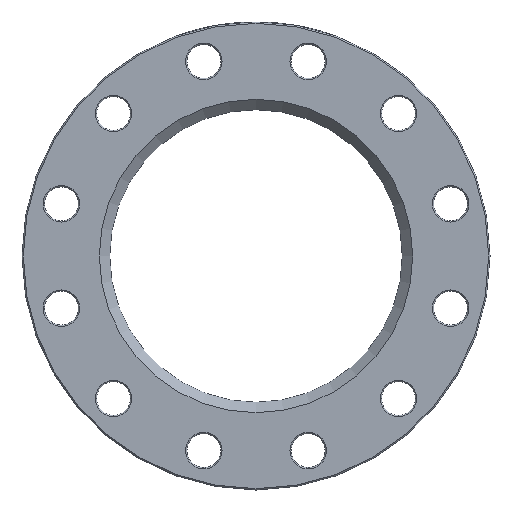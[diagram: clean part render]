
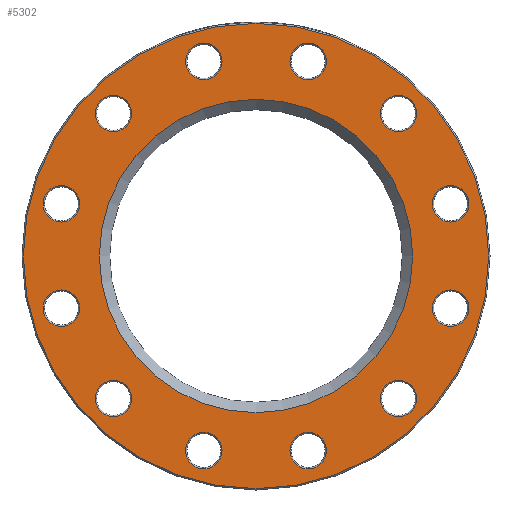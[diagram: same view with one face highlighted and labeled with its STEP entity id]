
A CAD part, left-side view. The second image highlights one B-rep face of the part: STEP entity #5302.
In plain terms, the highlighted planar face has unit normal (-1, 0, 0).
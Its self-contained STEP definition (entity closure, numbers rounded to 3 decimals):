
#74 = CARTESIAN_POINT ( 'NONE',  ( 0., -149.719, -54.117 ) ) ;
#85 = CARTESIAN_POINT ( 'NONE',  ( 0., -109.602, 109.602 ) ) ;
#211 = ORIENTED_EDGE ( 'NONE', *, *, #1795, .T. ) ;
#217 = AXIS2_PLACEMENT_3D ( 'NONE', #568, #3954, #504 ) ;
#283 = EDGE_LOOP ( 'NONE', ( #5483 ) ) ;
#315 = DIRECTION ( 'NONE',  ( 0., 0., -1. ) ) ;
#348 = ORIENTED_EDGE ( 'NONE', *, *, #1503, .T. ) ;
#354 = AXIS2_PLACEMENT_3D ( 'NONE', #1390, #3695, #1829 ) ;
#405 = EDGE_CURVE ( 'NONE', #5447, #5447, #4468, .T. ) ;
#414 = EDGE_CURVE ( 'NONE', #3125, #3125, #3389, .T. ) ;
#438 = CARTESIAN_POINT ( 'NONE',  ( 0., -149.719, 26.117 ) ) ;
#456 = EDGE_CURVE ( 'NONE', #4756, #4756, #709, .T. ) ;
#504 = DIRECTION ( 'NONE',  ( 0., 0., -1. ) ) ;
#568 = CARTESIAN_POINT ( 'NONE',  ( 0., -40.117, 149.719 ) ) ;
#640 = CIRCLE ( 'NONE', #1724, 14. ) ;
#663 = FACE_BOUND ( 'NONE', #2498, .T. ) ;
#669 = CARTESIAN_POINT ( 'NONE',  ( 0., 149.719, -40.117 ) ) ;
#709 = CIRCLE ( 'NONE', #2577, 14. ) ;
#718 = ORIENTED_EDGE ( 'NONE', *, *, #2697, .T. ) ;
#723 = EDGE_LOOP ( 'NONE', ( #4120 ) ) ;
#759 = DIRECTION ( 'NONE',  ( 0., 0., -1. ) ) ;
#899 = VERTEX_POINT ( 'NONE', #2325 ) ;
#908 = CARTESIAN_POINT ( 'NONE',  ( 0., 149.719, 40.117 ) ) ;
#942 = DIRECTION ( 'NONE',  ( 0., 0., -1. ) ) ;
#1010 = CARTESIAN_POINT ( 'NONE',  ( 0., -109.602, -123.602 ) ) ;
#1011 = CIRCLE ( 'NONE', #1912, 14. ) ;
#1090 = CIRCLE ( 'NONE', #4550, 14. ) ;
#1117 = EDGE_LOOP ( 'NONE', ( #211 ) ) ;
#1140 = DIRECTION ( 'NONE',  ( 0., 0., -1. ) ) ;
#1141 = CARTESIAN_POINT ( 'NONE',  ( 0., -149.719, 40.117 ) ) ;
#1153 = EDGE_LOOP ( 'NONE', ( #1779 ) ) ;
#1165 = DIRECTION ( 'NONE',  ( 1., 0., 0. ) ) ;
#1383 = AXIS2_PLACEMENT_3D ( 'NONE', #5936, #4089, #5505 ) ;
#1390 = CARTESIAN_POINT ( 'NONE',  ( 0., -40.117, -149.719 ) ) ;
#1397 = EDGE_CURVE ( 'NONE', #2354, #2354, #1011, .T. ) ;
#1431 = DIRECTION ( 'NONE',  ( 0., 0., -1. ) ) ;
#1453 = VERTEX_POINT ( 'NONE', #438 ) ;
#1459 = ORIENTED_EDGE ( 'NONE', *, *, #4445, .T. ) ;
#1503 = EDGE_CURVE ( 'NONE', #5262, #5262, #4837, .T. ) ;
#1514 = AXIS2_PLACEMENT_3D ( 'NONE', #5873, #2422, #1956 ) ;
#1575 = CARTESIAN_POINT ( 'NONE',  ( 0., 149.719, 26.117 ) ) ;
#1577 = DIRECTION ( 'NONE',  ( 1., 0., 0. ) ) ;
#1583 = ORIENTED_EDGE ( 'NONE', *, *, #4531, .T. ) ;
#1619 = CIRCLE ( 'NONE', #2994, 14. ) ;
#1724 = AXIS2_PLACEMENT_3D ( 'NONE', #2919, #4737, #4801 ) ;
#1779 = ORIENTED_EDGE ( 'NONE', *, *, #5932, .T. ) ;
#1795 = EDGE_CURVE ( 'NONE', #4188, #4188, #5689, .T. ) ;
#1822 = AXIS2_PLACEMENT_3D ( 'NONE', #5384, #1577, #1140 ) ;
#1829 = DIRECTION ( 'NONE',  ( 0., 0., -1. ) ) ;
#1912 = AXIS2_PLACEMENT_3D ( 'NONE', #5440, #1165, #4970 ) ;
#1956 = DIRECTION ( 'NONE',  ( 0., 0., -1. ) ) ;
#1981 = CARTESIAN_POINT ( 'NONE',  ( 0., 109.602, -123.602 ) ) ;
#2023 = CARTESIAN_POINT ( 'NONE',  ( 0., 112.5, 0. ) ) ;
#2049 = DIRECTION ( 'NONE',  ( 0., 0., -1. ) ) ;
#2096 = VERTEX_POINT ( 'NONE', #1981 ) ;
#2165 = DIRECTION ( 'NONE',  ( 1., 0., 0. ) ) ;
#2193 = EDGE_LOOP ( 'NONE', ( #2390 ) ) ;
#2325 = CARTESIAN_POINT ( 'NONE',  ( 0., 109.602, 95.602 ) ) ;
#2354 = VERTEX_POINT ( 'NONE', #3762 ) ;
#2368 = CARTESIAN_POINT ( 'NONE',  ( 0., 0., 0. ) ) ;
#2390 = ORIENTED_EDGE ( 'NONE', *, *, #2937, .T. ) ;
#2422 = DIRECTION ( 'NONE',  ( 1., 0., 0. ) ) ;
#2428 = DIRECTION ( 'NONE',  ( 1., 0., 0. ) ) ;
#2485 = FACE_BOUND ( 'NONE', #2193, .T. ) ;
#2498 = EDGE_LOOP ( 'NONE', ( #4029 ) ) ;
#2509 = CIRCLE ( 'NONE', #1822, 14. ) ;
#2543 = EDGE_CURVE ( 'NONE', #3731, #3731, #5597, .T. ) ;
#2577 = AXIS2_PLACEMENT_3D ( 'NONE', #669, #4022, #759 ) ;
#2593 = FACE_BOUND ( 'NONE', #1153, .T. ) ;
#2626 = EDGE_LOOP ( 'NONE', ( #2665 ) ) ;
#2665 = ORIENTED_EDGE ( 'NONE', *, *, #456, .T. ) ;
#2697 = EDGE_CURVE ( 'NONE', #1453, #1453, #5693, .T. ) ;
#2698 = EDGE_LOOP ( 'NONE', ( #5274 ) ) ;
#2847 = VERTEX_POINT ( 'NONE', #74 ) ;
#2859 = FACE_BOUND ( 'NONE', #3832, .T. ) ;
#2877 = CARTESIAN_POINT ( 'NONE',  ( 0., -40.117, -163.719 ) ) ;
#2918 = DIRECTION ( 'NONE',  ( -1., 0., 0. ) ) ;
#2919 = CARTESIAN_POINT ( 'NONE',  ( 0., 40.117, 149.719 ) ) ;
#2937 = EDGE_CURVE ( 'NONE', #899, #899, #5935, .T. ) ;
#2963 = CARTESIAN_POINT ( 'NONE',  ( 0., 40.117, 135.719 ) ) ;
#2994 = AXIS2_PLACEMENT_3D ( 'NONE', #908, #3773, #1431 ) ;
#3009 = PLANE ( 'NONE',  #6076 ) ;
#3125 = VERTEX_POINT ( 'NONE', #3223 ) ;
#3223 = CARTESIAN_POINT ( 'NONE',  ( 0., -40.117, 135.719 ) ) ;
#3361 = FACE_BOUND ( 'NONE', #4075, .T. ) ;
#3389 = CIRCLE ( 'NONE', #217, 14. ) ;
#3450 = CARTESIAN_POINT ( 'NONE',  ( 0., 0., 0. ) ) ;
#3483 = FACE_BOUND ( 'NONE', #2626, .T. ) ;
#3593 = EDGE_CURVE ( 'NONE', #2847, #2847, #1090, .T. ) ;
#3636 = CARTESIAN_POINT ( 'NONE',  ( 0., 0., -179. ) ) ;
#3695 = DIRECTION ( 'NONE',  ( 1., 0., 0. ) ) ;
#3719 = FACE_BOUND ( 'NONE', #4490, .T. ) ;
#3731 = VERTEX_POINT ( 'NONE', #5700 ) ;
#3762 = CARTESIAN_POINT ( 'NONE',  ( 0., 40.117, -163.719 ) ) ;
#3773 = DIRECTION ( 'NONE',  ( 1., 0., 0. ) ) ;
#3790 = AXIS2_PLACEMENT_3D ( 'NONE', #3450, #2918, #2049 ) ;
#3832 = EDGE_LOOP ( 'NONE', ( #718 ) ) ;
#3954 = DIRECTION ( 'NONE',  ( 1., 0., 0. ) ) ;
#3987 = DIRECTION ( 'NONE',  ( 1., 0., 0. ) ) ;
#4022 = DIRECTION ( 'NONE',  ( 1., 0., 0. ) ) ;
#4029 = ORIENTED_EDGE ( 'NONE', *, *, #4975, .T. ) ;
#4040 = FACE_BOUND ( 'NONE', #2698, .T. ) ;
#4075 = EDGE_LOOP ( 'NONE', ( #5832 ) ) ;
#4089 = DIRECTION ( 'NONE',  ( 1., 0., 0. ) ) ;
#4120 = ORIENTED_EDGE ( 'NONE', *, *, #405, .T. ) ;
#4176 = FACE_BOUND ( 'NONE', #5001, .T. ) ;
#4188 = VERTEX_POINT ( 'NONE', #2877 ) ;
#4264 = DIRECTION ( 'NONE',  ( 1., 0., 0. ) ) ;
#4291 = CIRCLE ( 'NONE', #5080, 14. ) ;
#4314 = DIRECTION ( 'NONE',  ( 0., 0., -1. ) ) ;
#4376 = FACE_BOUND ( 'NONE', #5523, .T. ) ;
#4385 = DIRECTION ( 'NONE',  ( 0., 0., -1. ) ) ;
#4445 = EDGE_CURVE ( 'NONE', #4454, #4454, #640, .T. ) ;
#4454 = VERTEX_POINT ( 'NONE', #2963 ) ;
#4468 = CIRCLE ( 'NONE', #3790, 179. ) ;
#4490 = EDGE_LOOP ( 'NONE', ( #1583 ) ) ;
#4504 = AXIS2_PLACEMENT_3D ( 'NONE', #2368, #5186, #942 ) ;
#4531 = EDGE_CURVE ( 'NONE', #5817, #5817, #4291, .T. ) ;
#4550 = AXIS2_PLACEMENT_3D ( 'NONE', #4716, #4264, #4385 ) ;
#4604 = AXIS2_PLACEMENT_3D ( 'NONE', #1141, #2165, #315 ) ;
#4716 = CARTESIAN_POINT ( 'NONE',  ( 0., -149.719, -40.117 ) ) ;
#4737 = DIRECTION ( 'NONE',  ( 1., 0., 0. ) ) ;
#4756 = VERTEX_POINT ( 'NONE', #6097 ) ;
#4801 = DIRECTION ( 'NONE',  ( 0., 0., -1. ) ) ;
#4837 = CIRCLE ( 'NONE', #1514, 14. ) ;
#4895 = FACE_BOUND ( 'NONE', #1117, .T. ) ;
#4911 = VERTEX_POINT ( 'NONE', #1575 ) ;
#4970 = DIRECTION ( 'NONE',  ( 0., 0., -1. ) ) ;
#4975 = EDGE_CURVE ( 'NONE', #2096, #2096, #2509, .T. ) ;
#5001 = EDGE_LOOP ( 'NONE', ( #6006 ) ) ;
#5080 = AXIS2_PLACEMENT_3D ( 'NONE', #85, #2428, #4314 ) ;
#5186 = DIRECTION ( 'NONE',  ( 1., 0., 0. ) ) ;
#5216 = FACE_OUTER_BOUND ( 'NONE', #723, .T. ) ;
#5262 = VERTEX_POINT ( 'NONE', #1010 ) ;
#5274 = ORIENTED_EDGE ( 'NONE', *, *, #3593, .T. ) ;
#5302 = ADVANCED_FACE ( 'NONE', ( #3361, #5216, #2485, #4376, #4176, #3719, #2859, #4040, #5916, #4895, #5453, #663, #3483, #2593 ), #3009, .F. ) ;
#5312 = EDGE_LOOP ( 'NONE', ( #348 ) ) ;
#5383 = CARTESIAN_POINT ( 'NONE',  ( 0., -109.602, 95.602 ) ) ;
#5384 = CARTESIAN_POINT ( 'NONE',  ( 0., 109.602, -109.602 ) ) ;
#5440 = CARTESIAN_POINT ( 'NONE',  ( 0., 40.117, -149.719 ) ) ;
#5447 = VERTEX_POINT ( 'NONE', #3636 ) ;
#5453 = FACE_BOUND ( 'NONE', #283, .T. ) ;
#5483 = ORIENTED_EDGE ( 'NONE', *, *, #1397, .T. ) ;
#5505 = DIRECTION ( 'NONE',  ( 0., 0., -1. ) ) ;
#5523 = EDGE_LOOP ( 'NONE', ( #1459 ) ) ;
#5597 = CIRCLE ( 'NONE', #4504, 120.5 ) ;
#5689 = CIRCLE ( 'NONE', #354, 14. ) ;
#5693 = CIRCLE ( 'NONE', #4604, 14. ) ;
#5700 = CARTESIAN_POINT ( 'NONE',  ( 0., 0., -120.5 ) ) ;
#5817 = VERTEX_POINT ( 'NONE', #5383 ) ;
#5829 = DIRECTION ( 'NONE',  ( 0., 0., -1. ) ) ;
#5832 = ORIENTED_EDGE ( 'NONE', *, *, #2543, .T. ) ;
#5873 = CARTESIAN_POINT ( 'NONE',  ( 0., -109.602, -109.602 ) ) ;
#5916 = FACE_BOUND ( 'NONE', #5312, .T. ) ;
#5932 = EDGE_CURVE ( 'NONE', #4911, #4911, #1619, .T. ) ;
#5935 = CIRCLE ( 'NONE', #1383, 14. ) ;
#5936 = CARTESIAN_POINT ( 'NONE',  ( 0., 109.602, 109.602 ) ) ;
#6006 = ORIENTED_EDGE ( 'NONE', *, *, #414, .T. ) ;
#6076 = AXIS2_PLACEMENT_3D ( 'NONE', #2023, #3987, #5829 ) ;
#6097 = CARTESIAN_POINT ( 'NONE',  ( 0., 149.719, -54.117 ) ) ;
